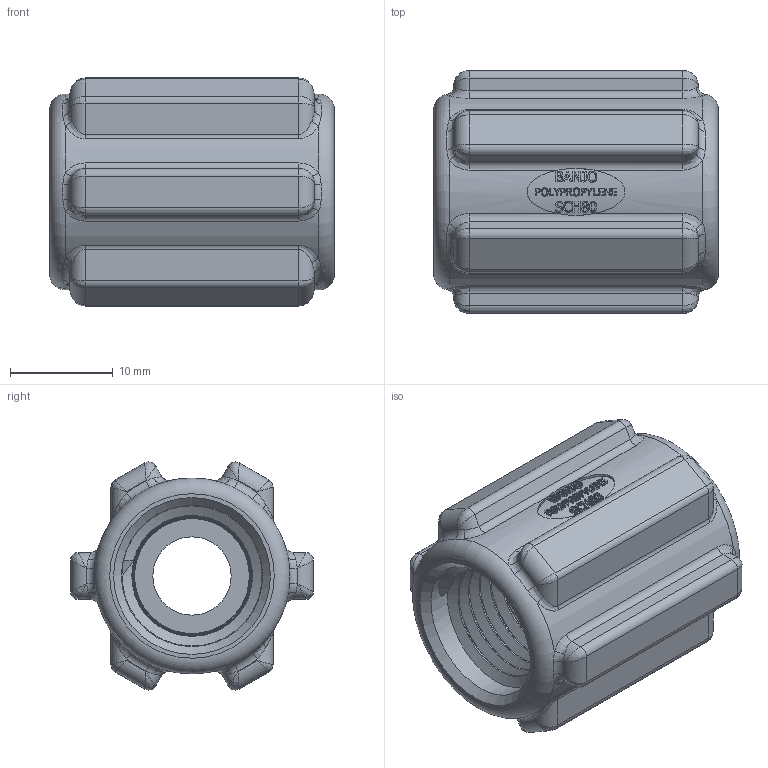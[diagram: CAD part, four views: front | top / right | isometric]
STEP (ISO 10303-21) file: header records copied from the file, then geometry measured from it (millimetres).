
FILE_DESCRIPTION(/* description */ ('1/4" COUPLING'),/* implementation_level */ '2;1');
FILE_NAME(/* name */ 'CPLG025.stp',/* time_stamp */ '2013-09-05T15:33:54-04:00',/* author */ ('mclevenger'),/* organization */ (''),/* preprocessor_version */ 'ST-DEVELOPER v15.2',/* originating_system */ 'Autodesk Inventor 2014',/* authorisation */ '');
FILE_SCHEMA (('AUTOMOTIVE_DESIGN { 1 0 10303 214 3 1 1 }'));
Length unit declared in the file: inch
Products named in the file (1): CPLG025
Bounding box: 27.69 x 23.62 x 22.19 mm (x, y, z)
Volume: 6216.1 mm3; surface area: 4269.6 mm2
Topology: 1 solids, 1 shells, 572 faces, 1471 edges, 915 vertices
Faces by surface type: bspline 238, plane 195, cylinder 105, cone 20, torus 14
Full cylindrical faces by diameter (mm): 7.62 x1
Entity records: 24699 total; most frequent: CARTESIAN_POINT 12701, ORIENTED_EDGE 2784, DIRECTION 1938, EDGE_CURVE 1392, VERTEX_POINT 883, AXIS2_PLACEMENT_3D 673, EDGE_LOOP 603, LINE 592
